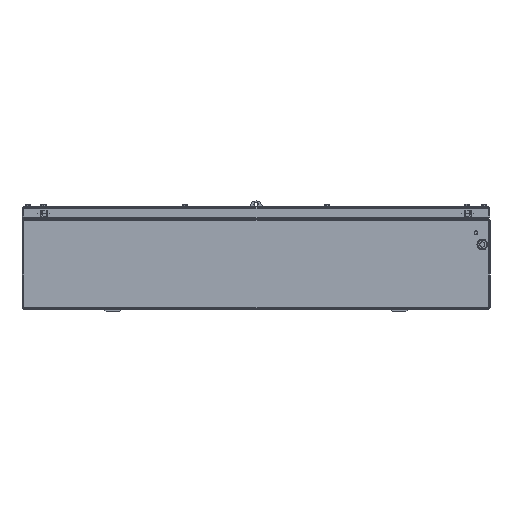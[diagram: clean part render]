
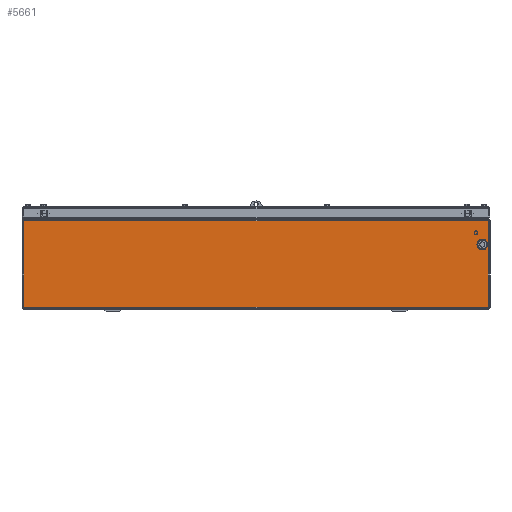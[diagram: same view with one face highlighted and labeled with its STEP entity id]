
A CAD part, left-side view. The second image highlights one B-rep face of the part: STEP entity #5661.
In plain terms, the highlighted planar face has unit normal (-1, 0, 0).
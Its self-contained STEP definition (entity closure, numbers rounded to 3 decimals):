
#5576=AXIS2_PLACEMENT_3D('Plane Axis2P3D',#5573,#5574,#5575) ;
#3540=CARTESIAN_POINT('Vertex',(25.5,3.,176.5)) ;
#3553=CARTESIAN_POINT('Vertex',(25.5,911.,176.5)) ;
#3556=CARTESIAN_POINT('Line Origine',(25.5,457.,176.5)) ;
#5573=CARTESIAN_POINT('Axis2P3D Location',(25.5,914.,180.5)) ;
#5578=CARTESIAN_POINT('Line Origine',(25.5,911.,92.)) ;
#5582=CARTESIAN_POINT('Vertex',(25.5,911.,7.5)) ;
#5585=CARTESIAN_POINT('Line Origine',(25.5,457.,7.5)) ;
#5589=CARTESIAN_POINT('Vertex',(25.5,3.,7.5)) ;
#5592=CARTESIAN_POINT('Line Origine',(25.5,3.,92.)) ;
#5603=CARTESIAN_POINT('Line Origine',(25.5,20.15,130.)) ;
#5607=CARTESIAN_POINT('Vertex',(25.5,20.15,134.96)) ;
#5609=CARTESIAN_POINT('Vertex',(25.5,20.15,125.04)) ;
#5613=CARTESIAN_POINT('Control Point',(25.5,9.85,134.96)) ;
#5614=CARTESIAN_POINT('Control Point',(25.5,10.304,135.432)) ;
#5615=CARTESIAN_POINT('Control Point',(25.5,10.813,135.851)) ;
#5616=CARTESIAN_POINT('Control Point',(25.5,11.367,136.211)) ;
#5617=CARTESIAN_POINT('Control Point',(25.5,12.549,136.796)) ;
#5618=CARTESIAN_POINT('Control Point',(25.5,13.832,137.1)) ;
#5619=CARTESIAN_POINT('Control Point',(25.5,14.488,137.177)) ;
#5620=CARTESIAN_POINT('Control Point',(25.5,15.806,137.18)) ;
#5621=CARTESIAN_POINT('Control Point',(25.5,17.091,136.885)) ;
#5622=CARTESIAN_POINT('Control Point',(25.5,17.714,136.664)) ;
#5623=CARTESIAN_POINT('Control Point',(25.5,18.609,136.225)) ;
#5624=CARTESIAN_POINT('Control Point',(25.5,19.411,135.642)) ;
#5625=CARTESIAN_POINT('Control Point',(25.5,19.671,135.429)) ;
#5626=CARTESIAN_POINT('Control Point',(25.5,19.918,135.201)) ;
#5627=CARTESIAN_POINT('Control Point',(25.5,20.15,134.96)) ;
#5628=CARTESIAN_POINT('Vertex',(25.5,9.85,134.96)) ;
#5631=CARTESIAN_POINT('Line Origine',(25.5,9.85,130.)) ;
#5635=CARTESIAN_POINT('Vertex',(25.5,9.85,125.04)) ;
#5639=CARTESIAN_POINT('Control Point',(25.5,20.15,125.04)) ;
#5640=CARTESIAN_POINT('Control Point',(25.5,19.696,124.568)) ;
#5641=CARTESIAN_POINT('Control Point',(25.5,19.187,124.149)) ;
#5642=CARTESIAN_POINT('Control Point',(25.5,18.633,123.789)) ;
#5643=CARTESIAN_POINT('Control Point',(25.5,17.451,123.204)) ;
#5644=CARTESIAN_POINT('Control Point',(25.5,16.168,122.9)) ;
#5645=CARTESIAN_POINT('Control Point',(25.5,15.512,122.823)) ;
#5646=CARTESIAN_POINT('Control Point',(25.5,14.194,122.82)) ;
#5647=CARTESIAN_POINT('Control Point',(25.5,12.909,123.115)) ;
#5648=CARTESIAN_POINT('Control Point',(25.5,12.286,123.336)) ;
#5649=CARTESIAN_POINT('Control Point',(25.5,11.391,123.775)) ;
#5650=CARTESIAN_POINT('Control Point',(25.5,10.589,124.358)) ;
#5651=CARTESIAN_POINT('Control Point',(25.5,10.329,124.571)) ;
#5652=CARTESIAN_POINT('Control Point',(25.5,10.082,124.799)) ;
#5653=CARTESIAN_POINT('Control Point',(25.5,9.85,125.04)) ;
#3557=DIRECTION('Vector Direction',(0.,-1.,0.)) ;
#5574=DIRECTION('Axis2P3D Direction',(1.,0.,0.)) ;
#5575=DIRECTION('Axis2P3D XDirection',(0.,1.,0.)) ;
#5579=DIRECTION('Vector Direction',(0.,0.,-1.)) ;
#5586=DIRECTION('Vector Direction',(0.,-1.,0.)) ;
#5593=DIRECTION('Vector Direction',(0.,0.,1.)) ;
#5604=DIRECTION('Vector Direction',(0.,0.,-1.)) ;
#5632=DIRECTION('Vector Direction',(0.,0.,1.)) ;
#3558=VECTOR('Line Direction',#3557,1.) ;
#5580=VECTOR('Line Direction',#5579,1.) ;
#5587=VECTOR('Line Direction',#5586,1.) ;
#5594=VECTOR('Line Direction',#5593,1.) ;
#5605=VECTOR('Line Direction',#5604,1.) ;
#5633=VECTOR('Line Direction',#5632,1.) ;
#5598=ORIENTED_EDGE('',*,*,#5584,.T.) ;
#5599=ORIENTED_EDGE('',*,*,#5591,.T.) ;
#5600=ORIENTED_EDGE('',*,*,#5596,.T.) ;
#5601=ORIENTED_EDGE('',*,*,#3560,.T.) ;
#5656=ORIENTED_EDGE('',*,*,#5611,.F.) ;
#5657=ORIENTED_EDGE('',*,*,#5630,.F.) ;
#5658=ORIENTED_EDGE('',*,*,#5637,.F.) ;
#5659=ORIENTED_EDGE('',*,*,#5654,.F.) ;
#5660=FACE_BOUND('',#5655,.T.) ;
#5661=ADVANCED_FACE('Body',(#5602,#5660),#5577,.F.) ;
#5612=B_SPLINE_CURVE_WITH_KNOTS('',5,(#5613,#5614,#5615,#5616,#5617,#5618,#5619,#5620,#5621,#5622,#5623,#5624,#5625,#5626,#5627),.UNSPECIFIED.,.F.,.U.,(6,3,3,3,6),(0.,4.631,9.263,13.894,16.264),.UNSPECIFIED.) ;
#5638=B_SPLINE_CURVE_WITH_KNOTS('',5,(#5639,#5640,#5641,#5642,#5643,#5644,#5645,#5646,#5647,#5648,#5649,#5650,#5651,#5652,#5653),.UNSPECIFIED.,.F.,.U.,(6,3,3,3,6),(0.,4.631,9.263,13.894,16.264),.UNSPECIFIED.) ;
#3560=EDGE_CURVE('',#3541,#3554,#3559,.F.) ;
#5584=EDGE_CURVE('',#3554,#5583,#5581,.T.) ;
#5591=EDGE_CURVE('',#5583,#5590,#5588,.T.) ;
#5596=EDGE_CURVE('',#5590,#3541,#5595,.T.) ;
#5611=EDGE_CURVE('',#5608,#5610,#5606,.T.) ;
#5630=EDGE_CURVE('',#5629,#5608,#5612,.T.) ;
#5637=EDGE_CURVE('',#5636,#5629,#5634,.T.) ;
#5654=EDGE_CURVE('',#5610,#5636,#5638,.T.) ;
#5597=EDGE_LOOP('',(#5598,#5599,#5600,#5601)) ;
#5655=EDGE_LOOP('',(#5656,#5657,#5658,#5659)) ;
#5602=FACE_OUTER_BOUND('',#5597,.T.) ;
#3559=LINE('Line',#3556,#3558) ;
#5581=LINE('Line',#5578,#5580) ;
#5588=LINE('Line',#5585,#5587) ;
#5595=LINE('Line',#5592,#5594) ;
#5606=LINE('Line',#5603,#5605) ;
#5634=LINE('Line',#5631,#5633) ;
#5577=PLANE('',#5576) ;
#3541=VERTEX_POINT('',#3540) ;
#3554=VERTEX_POINT('',#3553) ;
#5583=VERTEX_POINT('',#5582) ;
#5590=VERTEX_POINT('',#5589) ;
#5608=VERTEX_POINT('',#5607) ;
#5610=VERTEX_POINT('',#5609) ;
#5629=VERTEX_POINT('',#5628) ;
#5636=VERTEX_POINT('',#5635) ;
